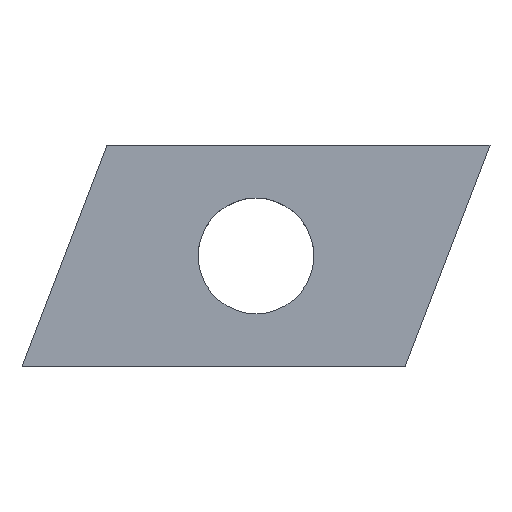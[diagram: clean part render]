
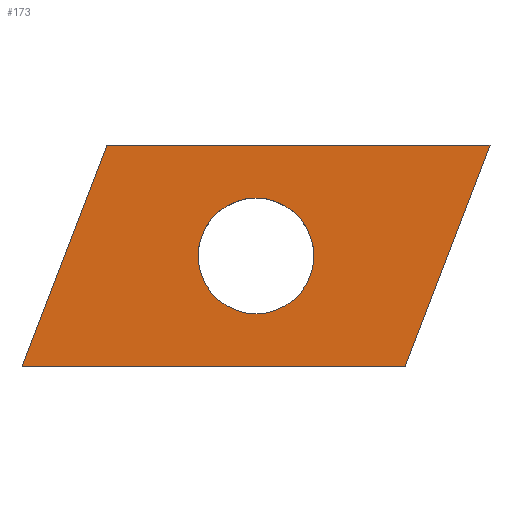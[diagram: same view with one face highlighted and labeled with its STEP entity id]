
A CAD part, top view. The second image highlights one B-rep face of the part: STEP entity #173.
In plain terms, the highlighted planar face has unit normal (0, 0, 1).
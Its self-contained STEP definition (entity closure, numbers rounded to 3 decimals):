
#6 = CARTESIAN_POINT ( 'NONE',  ( 8.76, -6.5, 4. ) ) ;
#10 = VECTOR ( 'NONE', #66, 1000. ) ;
#11 = VERTEX_POINT ( 'NONE', #6 ) ;
#13 = CARTESIAN_POINT ( 'NONE',  ( -8.76, 6.5, 4. ) ) ;
#16 = DIRECTION ( 'NONE',  ( 0.358, 0.934, 0. ) ) ;
#18 = LINE ( 'NONE', #13, #10 ) ;
#19 = CARTESIAN_POINT ( 'NONE',  ( 8.76, -6.5, 4. ) ) ;
#21 = DIRECTION ( 'NONE',  ( 1., 0., 0. ) ) ;
#22 = VECTOR ( 'NONE', #16, 1000. ) ;
#23 = EDGE_CURVE ( 'NONE', #63, #233, #18, .T. ) ;
#26 = VERTEX_POINT ( 'NONE', #154 ) ;
#32 = EDGE_LOOP ( 'NONE', ( #59, #196 ) ) ;
#37 = CARTESIAN_POINT ( 'NONE',  ( 13.75, 6.5, 4. ) ) ;
#41 = CARTESIAN_POINT ( 'NONE',  ( -13.75, -6.5, 4. ) ) ;
#47 = CARTESIAN_POINT ( 'NONE',  ( -13.75, -6.5, 4. ) ) ;
#49 = CARTESIAN_POINT ( 'NONE',  ( 0., 0., 4. ) ) ;
#52 = CARTESIAN_POINT ( 'NONE',  ( -3.4, 0., 4. ) ) ;
#59 = ORIENTED_EDGE ( 'NONE', *, *, #205, .F. ) ;
#60 = DIRECTION ( 'NONE',  ( 0., 0., 1. ) ) ;
#63 = VERTEX_POINT ( 'NONE', #37 ) ;
#66 = DIRECTION ( 'NONE',  ( -1., 0., 0. ) ) ;
#68 = EDGE_LOOP ( 'NONE', ( #108, #181, #219, #143 ) ) ;
#71 = FACE_BOUND ( 'NONE', #32, .T. ) ;
#72 = CARTESIAN_POINT ( 'NONE',  ( 0., 0., 4. ) ) ;
#86 = EDGE_CURVE ( 'NONE', #233, #109, #163, .T. ) ;
#88 = DIRECTION ( 'NONE',  ( 1., 0., 0. ) ) ;
#92 = EDGE_CURVE ( 'NONE', #109, #11, #126, .T. ) ;
#98 = VECTOR ( 'NONE', #21, 1000. ) ;
#108 = ORIENTED_EDGE ( 'NONE', *, *, #92, .T. ) ;
#109 = VERTEX_POINT ( 'NONE', #47 ) ;
#111 = FACE_OUTER_BOUND ( 'NONE', #68, .T. ) ;
#124 = VERTEX_POINT ( 'NONE', #52 ) ;
#126 = LINE ( 'NONE', #248, #98 ) ;
#127 = LINE ( 'NONE', #19, #22 ) ;
#131 = DIRECTION ( 'NONE',  ( 0., 0., 1. ) ) ;
#137 = CARTESIAN_POINT ( 'NONE',  ( -8.76, 6.5, 4. ) ) ;
#140 = CARTESIAN_POINT ( 'NONE',  ( 0., 0., 4. ) ) ;
#143 = ORIENTED_EDGE ( 'NONE', *, *, #86, .T. ) ;
#149 = DIRECTION ( 'NONE',  ( 0., 0., 1. ) ) ;
#154 = CARTESIAN_POINT ( 'NONE',  ( 3.4, 0., 4. ) ) ;
#158 = AXIS2_PLACEMENT_3D ( 'NONE', #49, #60, #229 ) ;
#162 = EDGE_CURVE ( 'NONE', #11, #63, #127, .T. ) ;
#163 = LINE ( 'NONE', #41, #235 ) ;
#173 = ADVANCED_FACE ( 'NONE', ( #71, #111 ), #236, .T. ) ;
#181 = ORIENTED_EDGE ( 'NONE', *, *, #162, .T. ) ;
#184 = AXIS2_PLACEMENT_3D ( 'NONE', #140, #149, #88 ) ;
#196 = ORIENTED_EDGE ( 'NONE', *, *, #208, .F. ) ;
#205 = EDGE_CURVE ( 'NONE', #26, #124, #237, .T. ) ;
#206 = DIRECTION ( 'NONE',  ( 1., 0., 0. ) ) ;
#208 = EDGE_CURVE ( 'NONE', #124, #26, #245, .T. ) ;
#219 = ORIENTED_EDGE ( 'NONE', *, *, #23, .T. ) ;
#229 = DIRECTION ( 'NONE',  ( 1., 0., 0. ) ) ;
#233 = VERTEX_POINT ( 'NONE', #137 ) ;
#235 = VECTOR ( 'NONE', #269, 1000. ) ;
#236 = PLANE ( 'NONE',  #158 ) ;
#237 = CIRCLE ( 'NONE', #240, 3.4 ) ;
#240 = AXIS2_PLACEMENT_3D ( 'NONE', #72, #131, #206 ) ;
#245 = CIRCLE ( 'NONE', #184, 3.4 ) ;
#248 = CARTESIAN_POINT ( 'NONE',  ( -13.75, -6.5, 4. ) ) ;
#269 = DIRECTION ( 'NONE',  ( -0.358, -0.934, 0. ) ) ;
